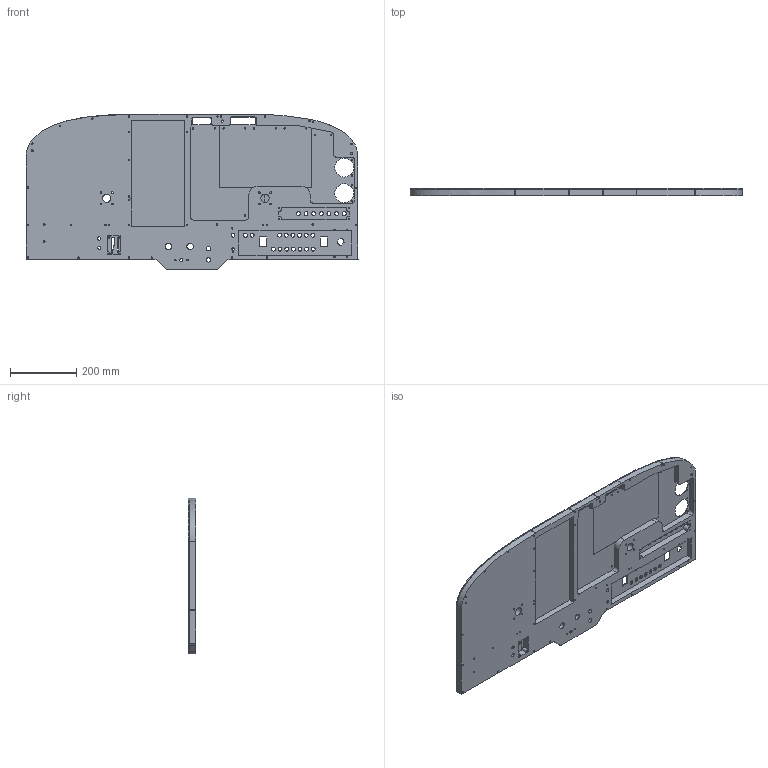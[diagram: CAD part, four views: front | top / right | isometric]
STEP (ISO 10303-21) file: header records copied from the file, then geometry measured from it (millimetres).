
FILE_DESCRIPTION(/* description */ (''),/* implementation_level */ '2;1');
FILE_NAME(/* name */ 'ARCHIVE 2-1-700 G1000 SIMPLE_v2.step',/* time_stamp */ '2021-12-11T14:18:50-07:00',/* author */ (''),/* organization */ (''),/* preprocessor_version */ 'ST-DEVELOPER v18.1',/* originating_system */ 'Autodesk Translation Framework v10.10.0.1391',/* authorisation */ '');
FILE_SCHEMA (('AUTOMOTIVE_DESIGN { 1 0 10303 214 3 1 1 }'));
Length unit declared in the file: inch
Products named in the file (4): ARCHIVE 2-1-700 G1000 SIMPLE; 2-1-300 Instrument Panel; 2-1-400 Instrument Panel Support; Hardware
Assembly tree (3 placements, depth 3):
  ARCHIVE 2-1-700 G1000 SIMPLE
    2-1-300 Instrument Panel
    2-1-400 Instrument Panel Support
      Hardware
Bounding box: 1000.01 x 22.05 x 469.38 mm (x, y, z)
Volume: 5580363.9 mm3; surface area: 1476976.5 mm2
Topology: 10 solids, 10 shells, 480 faces, 1379 edges, 919 vertices
Faces by surface type: cylinder 309, plane 162, bspline 7, cone 2
Full cylindrical faces by diameter (mm): 2.218 x2, 3.55 x6, 3.56 x7, 4 x65, 4.191 x8, 4.2 x12, 4.223 x4, 4.5 x12, 4.826 x1, 5.2 x16, 6.35 x1, 7 x2, 7.5 x2, 9.728 x6, 11.8 x15, 13.487 x4, 18.999 x4, 24.994 x1, 25 x1, 56.735 x2
Entity records: 17051 total; most frequent: CARTESIAN_POINT 3004, DIRECTION 2946, ORIENTED_EDGE 2758, EDGE_CURVE 1379, AXIS2_PLACEMENT_3D 1101, VERTEX_POINT 919, EDGE_LOOP 868, LINE 744
